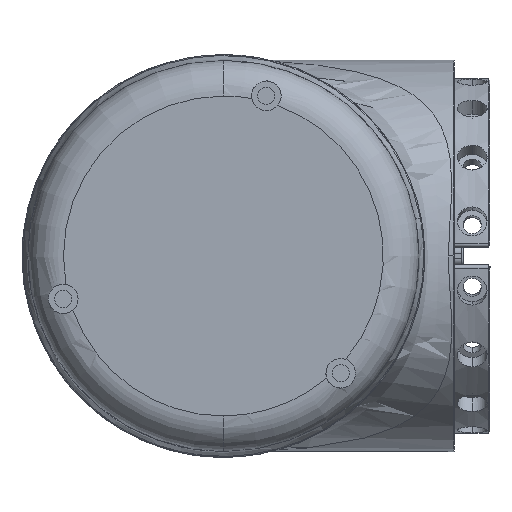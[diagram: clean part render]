
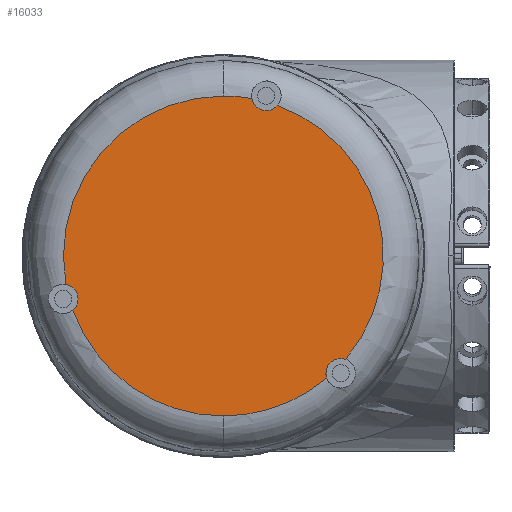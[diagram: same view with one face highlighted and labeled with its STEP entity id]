
A CAD part, left-side view. The second image highlights one B-rep face of the part: STEP entity #16033.
In plain terms, the highlighted planar face has unit normal (-1, 0, 0).
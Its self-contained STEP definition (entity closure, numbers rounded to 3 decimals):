
#202 = CARTESIAN_POINT ( 'NONE',  ( -69.024, 0., 27. ) ) ;
#288 = DIRECTION ( 'NONE',  ( -1., 0., 0. ) ) ;
#592 = DIRECTION ( 'NONE',  ( 0., 0., 1. ) ) ;
#1083 = ORIENTED_EDGE ( 'NONE', *, *, #21274, .T. ) ;
#1104 = PLANE ( 'NONE',  #23051 ) ;
#1291 = EDGE_CURVE ( 'NONE', #42195, #19782, #35790, .T. ) ;
#1386 = VERTEX_POINT ( 'NONE', #3969 ) ;
#1946 = DIRECTION ( 'NONE',  ( -1., 0., 0. ) ) ;
#2294 = AXIS2_PLACEMENT_3D ( 'NONE', #6551, #41225, #2669 ) ;
#2669 = DIRECTION ( 'NONE',  ( 0., 0., 1. ) ) ;
#3291 = AXIS2_PLACEMENT_3D ( 'NONE', #17383, #33101, #13347 ) ;
#3655 = EDGE_LOOP ( 'NONE', ( #8862, #23040, #13303, #34857, #35931, #29035, #49559, #1083, #45849, #8240 ) ) ;
#3840 = CARTESIAN_POINT ( 'NONE',  ( -69.024, 0., 0. ) ) ;
#3969 = CARTESIAN_POINT ( 'NONE',  ( -69.024, -20.615, -17.436 ) ) ;
#4317 = CARTESIAN_POINT ( 'NONE',  ( -69.024, -17.436, -20.615 ) ) ;
#4580 = EDGE_CURVE ( 'NONE', #50036, #20545, #15681, .T. ) ;
#5023 = DIRECTION ( 'NONE',  ( 0., 0.866, 0.5 ) ) ;
#5768 = CARTESIAN_POINT ( 'NONE',  ( -69.024, -4.792, 26.571 ) ) ;
#6325 = CARTESIAN_POINT ( 'NONE',  ( -69.024, -7.247, 24.546 ) ) ;
#6551 = CARTESIAN_POINT ( 'NONE',  ( -69.024, 0., 0. ) ) ;
#7411 = CARTESIAN_POINT ( 'NONE',  ( -69.024, -7.247, 27.046 ) ) ;
#7444 = AXIS2_PLACEMENT_3D ( 'NONE', #18818, #26112, #37739 ) ;
#7639 = CARTESIAN_POINT ( 'NONE',  ( -69.024, 0., -27. ) ) ;
#8053 = CARTESIAN_POINT ( 'NONE',  ( -69.024, 26.571, -4.792 ) ) ;
#8209 = CARTESIAN_POINT ( 'NONE',  ( -69.024, -19.799, -17.299 ) ) ;
#8240 = ORIENTED_EDGE ( 'NONE', *, *, #47314, .F. ) ;
#8345 = CARTESIAN_POINT ( 'NONE',  ( -69.024, -19.799, -19.799 ) ) ;
#8521 = DIRECTION ( 'NONE',  ( 0., -0.866, 0.5 ) ) ;
#8653 = AXIS2_PLACEMENT_3D ( 'NONE', #40330, #1946, #13263 ) ;
#8698 = AXIS2_PLACEMENT_3D ( 'NONE', #46752, #23722, #592 ) ;
#8862 = ORIENTED_EDGE ( 'NONE', *, *, #1291, .T. ) ;
#11289 = CIRCLE ( 'NONE', #41556, 27. ) ;
#12844 = EDGE_CURVE ( 'NONE', #19782, #26750, #49729, .T. ) ;
#13203 = CIRCLE ( 'NONE', #34065, 2.5 ) ;
#13263 = DIRECTION ( 'NONE',  ( 0., -0.866, 0.5 ) ) ;
#13303 = ORIENTED_EDGE ( 'NONE', *, *, #50078, .F. ) ;
#13347 = DIRECTION ( 'NONE',  ( 0., 0., 1. ) ) ;
#14081 = CARTESIAN_POINT ( 'NONE',  ( -69.024, 27.046, -7.247 ) ) ;
#14213 = AXIS2_PLACEMENT_3D ( 'NONE', #8345, #31647, #8521 ) ;
#14499 = DIRECTION ( 'NONE',  ( -1., 0., 0. ) ) ;
#15681 = CIRCLE ( 'NONE', #20693, 2.5 ) ;
#16033 = ADVANCED_FACE ( 'NONE', ( #36498 ), #1104, .F. ) ;
#16360 = VERTEX_POINT ( 'NONE', #7639 ) ;
#16608 = EDGE_CURVE ( 'NONE', #16360, #29236, #18905, .T. ) ;
#16620 = DIRECTION ( 'NONE',  ( 0., 0., 1. ) ) ;
#17383 = CARTESIAN_POINT ( 'NONE',  ( -69.024, 0., 0. ) ) ;
#17626 = DIRECTION ( 'NONE',  ( 0., 0., -1. ) ) ;
#18818 = CARTESIAN_POINT ( 'NONE',  ( -69.024, 0., 0. ) ) ;
#18905 = CIRCLE ( 'NONE', #3291, 27. ) ;
#19782 = VERTEX_POINT ( 'NONE', #202 ) ;
#19834 = CIRCLE ( 'NONE', #2294, 27. ) ;
#20545 = VERTEX_POINT ( 'NONE', #39068 ) ;
#20693 = AXIS2_PLACEMENT_3D ( 'NONE', #44399, #43903, #5023 ) ;
#20944 = CIRCLE ( 'NONE', #47943, 2.5 ) ;
#21274 = EDGE_CURVE ( 'NONE', #1386, #20545, #19834, .T. ) ;
#21669 = CIRCLE ( 'NONE', #14213, 2.5 ) ;
#22625 = EDGE_CURVE ( 'NONE', #32654, #16360, #11289, .T. ) ;
#23040 = ORIENTED_EDGE ( 'NONE', *, *, #12844, .T. ) ;
#23051 = AXIS2_PLACEMENT_3D ( 'NONE', #43198, #43355, #16620 ) ;
#23722 = DIRECTION ( 'NONE',  ( -1., 0., 0. ) ) ;
#24751 = VERTEX_POINT ( 'NONE', #8209 ) ;
#26112 = DIRECTION ( 'NONE',  ( -1., 0., 0. ) ) ;
#26393 = CARTESIAN_POINT ( 'NONE',  ( -69.024, 25.408, -9.135 ) ) ;
#26750 = VERTEX_POINT ( 'NONE', #8053 ) ;
#26982 = DIRECTION ( 'NONE',  ( 0., 0., 1. ) ) ;
#26987 = EDGE_CURVE ( 'NONE', #1386, #24751, #30336, .T. ) ;
#29035 = ORIENTED_EDGE ( 'NONE', *, *, #46362, .F. ) ;
#29236 = VERTEX_POINT ( 'NONE', #4317 ) ;
#30336 = CIRCLE ( 'NONE', #8653, 2.5 ) ;
#31647 = DIRECTION ( 'NONE',  ( -1., 0., 0. ) ) ;
#32654 = VERTEX_POINT ( 'NONE', #26393 ) ;
#33101 = DIRECTION ( 'NONE',  ( -1., 0., 0. ) ) ;
#34065 = AXIS2_PLACEMENT_3D ( 'NONE', #14081, #40991, #17626 ) ;
#34857 = ORIENTED_EDGE ( 'NONE', *, *, #22625, .T. ) ;
#35790 = CIRCLE ( 'NONE', #7444, 27. ) ;
#35931 = ORIENTED_EDGE ( 'NONE', *, *, #16608, .T. ) ;
#36498 = FACE_OUTER_BOUND ( 'NONE', #3655, .T. ) ;
#37739 = DIRECTION ( 'NONE',  ( 0., 0., 1. ) ) ;
#39068 = CARTESIAN_POINT ( 'NONE',  ( -69.024, -9.135, 25.408 ) ) ;
#40330 = CARTESIAN_POINT ( 'NONE',  ( -69.024, -19.799, -19.799 ) ) ;
#40991 = DIRECTION ( 'NONE',  ( -1., 0., 0. ) ) ;
#41225 = DIRECTION ( 'NONE',  ( -1., 0., 0. ) ) ;
#41556 = AXIS2_PLACEMENT_3D ( 'NONE', #3840, #288, #26982 ) ;
#42195 = VERTEX_POINT ( 'NONE', #5768 ) ;
#43198 = CARTESIAN_POINT ( 'NONE',  ( -69.024, 0., 0. ) ) ;
#43355 = DIRECTION ( 'NONE',  ( 1., 0., 0. ) ) ;
#43903 = DIRECTION ( 'NONE',  ( -1., 0., 0. ) ) ;
#44399 = CARTESIAN_POINT ( 'NONE',  ( -69.024, -7.247, 27.046 ) ) ;
#45797 = DIRECTION ( 'NONE',  ( 0., 0.866, 0.5 ) ) ;
#45849 = ORIENTED_EDGE ( 'NONE', *, *, #4580, .F. ) ;
#46362 = EDGE_CURVE ( 'NONE', #24751, #29236, #21669, .T. ) ;
#46752 = CARTESIAN_POINT ( 'NONE',  ( -69.024, 0., 0. ) ) ;
#47314 = EDGE_CURVE ( 'NONE', #42195, #50036, #20944, .T. ) ;
#47943 = AXIS2_PLACEMENT_3D ( 'NONE', #7411, #14499, #45797 ) ;
#49559 = ORIENTED_EDGE ( 'NONE', *, *, #26987, .F. ) ;
#49729 = CIRCLE ( 'NONE', #8698, 27. ) ;
#50036 = VERTEX_POINT ( 'NONE', #6325 ) ;
#50078 = EDGE_CURVE ( 'NONE', #32654, #26750, #13203, .T. ) ;
